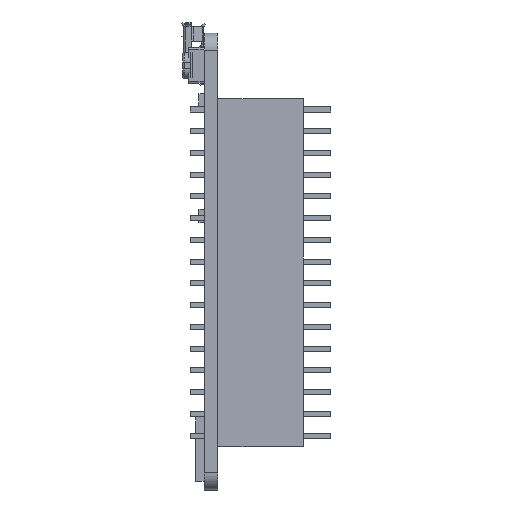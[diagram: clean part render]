
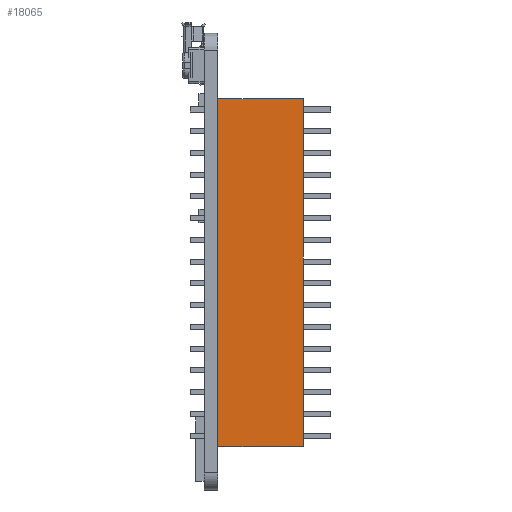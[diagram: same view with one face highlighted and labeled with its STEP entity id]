
A CAD part, left-side view. The second image highlights one B-rep face of the part: STEP entity #18065.
In plain terms, the highlighted planar face has unit normal (-1, 0, 0).
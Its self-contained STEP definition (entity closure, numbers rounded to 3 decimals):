
#1486=FACE_OUTER_BOUND('',#2584,.T.);
#2584=EDGE_LOOP('',(#15027,#15028,#15029,#15030));
#4451=LINE('',#28540,#6542);
#4459=LINE('',#28555,#6550);
#4460=LINE('',#28557,#6551);
#4461=LINE('',#28558,#6552);
#6542=VECTOR('',#23575,10.);
#6550=VECTOR('',#23587,10.);
#6551=VECTOR('',#23590,10.);
#6552=VECTOR('',#23591,10.);
#8263=VERTEX_POINT('',#28536);
#8265=VERTEX_POINT('',#28539);
#8269=VERTEX_POINT('',#28551);
#8270=VERTEX_POINT('',#28553);
#10564=EDGE_CURVE('',#8263,#8265,#4451,.T.);
#10572=EDGE_CURVE('',#8269,#8270,#4459,.T.);
#10573=EDGE_CURVE('',#8269,#8263,#4460,.T.);
#10574=EDGE_CURVE('',#8265,#8270,#4461,.T.);
#15027=ORIENTED_EDGE('',*,*,#10573,.F.);
#15028=ORIENTED_EDGE('',*,*,#10572,.T.);
#15029=ORIENTED_EDGE('',*,*,#10574,.F.);
#15030=ORIENTED_EDGE('',*,*,#10564,.F.);
#16485=PLANE('',#19469);
#18065=ADVANCED_FACE('',(#1486),#16485,.T.);
#19469=AXIS2_PLACEMENT_3D('',#28556,#23588,#23589);
#23575=DIRECTION('',(0.,-1.,0.));
#23587=DIRECTION('',(0.,-1.,0.));
#23588=DIRECTION('center_axis',(-1.,0.,0.));
#23589=DIRECTION('ref_axis',(0.,0.,-1.));
#23590=DIRECTION('',(0.,0.,1.));
#23591=DIRECTION('',(0.,0.,-1.));
#28536=CARTESIAN_POINT('',(-10.16,0.,19.05));
#28539=CARTESIAN_POINT('',(-10.16,-10.,19.05));
#28540=CARTESIAN_POINT('',(-10.16,0.,19.05));
#28551=CARTESIAN_POINT('',(-10.16,0.,-21.59));
#28553=CARTESIAN_POINT('',(-10.16,-10.,-21.59));
#28555=CARTESIAN_POINT('',(-10.16,0.,-21.59));
#28556=CARTESIAN_POINT('Origin',(-10.16,0.,19.05));
#28557=CARTESIAN_POINT('',(-10.16,0.,-21.59));
#28558=CARTESIAN_POINT('',(-10.16,-10.,-21.59));
